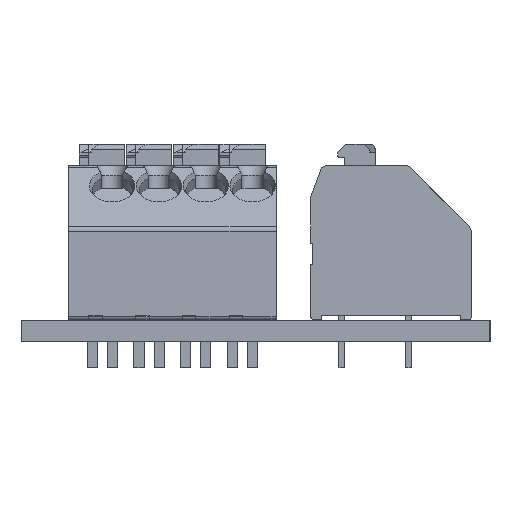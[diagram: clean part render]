
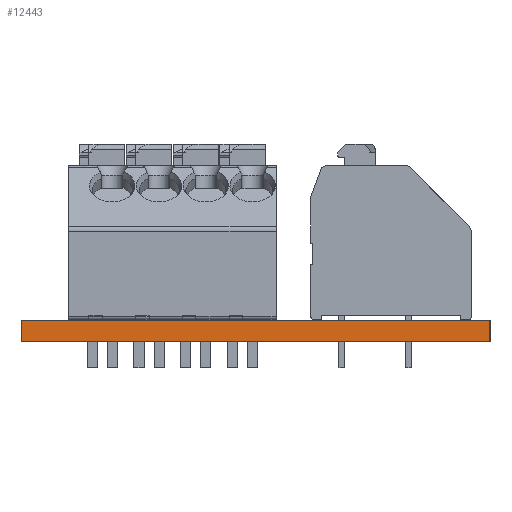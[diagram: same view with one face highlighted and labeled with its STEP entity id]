
A CAD part, left-side view. The second image highlights one B-rep face of the part: STEP entity #12443.
In plain terms, the highlighted planar face has unit normal (-1, 0, 0).
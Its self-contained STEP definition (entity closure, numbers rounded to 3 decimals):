
#12443 = ADVANCED_FACE('',(#12444),#12458,.T.);
#12444 = FACE_BOUND('',#12445,.T.);
#12445 = EDGE_LOOP('',(#12446,#12481,#12509,#12537));
#12446 = ORIENTED_EDGE('',*,*,#12447,.T.);
#12447 = EDGE_CURVE('',#12448,#12450,#12452,.T.);
#12448 = VERTEX_POINT('',#12449);
#12449 = CARTESIAN_POINT('',(94.,-120.1,0.));
#12450 = VERTEX_POINT('',#12451);
#12451 = CARTESIAN_POINT('',(94.,-120.1,1.6));
#12452 = SURFACE_CURVE('',#12453,(#12457,#12469),.PCURVE_S1.);
#12453 = LINE('',#12454,#12455);
#12454 = CARTESIAN_POINT('',(94.,-120.1,0.));
#12455 = VECTOR('',#12456,1.);
#12456 = DIRECTION('',(0.,0.,1.));
#12457 = PCURVE('',#12458,#12463);
#12458 = PLANE('',#12459);
#12459 = AXIS2_PLACEMENT_3D('',#12460,#12461,#12462);
#12460 = CARTESIAN_POINT('',(94.,-120.1,0.));
#12461 = DIRECTION('',(-1.,0.,0.));
#12462 = DIRECTION('',(0.,1.,0.));
#12463 = DEFINITIONAL_REPRESENTATION('',(#12464),#12468);
#12464 = LINE('',#12465,#12466);
#12465 = CARTESIAN_POINT('',(0.,0.));
#12466 = VECTOR('',#12467,1.);
#12467 = DIRECTION('',(0.,-1.));
#12468 = ( GEOMETRIC_REPRESENTATION_CONTEXT(2) 
PARAMETRIC_REPRESENTATION_CONTEXT() REPRESENTATION_CONTEXT('2D SPACE',''
  ) );
#12469 = PCURVE('',#12470,#12475);
#12470 = PLANE('',#12471);
#12471 = AXIS2_PLACEMENT_3D('',#12472,#12473,#12474);
#12472 = CARTESIAN_POINT('',(144.,-120.1,0.));
#12473 = DIRECTION('',(0.,-1.,0.));
#12474 = DIRECTION('',(-1.,0.,0.));
#12475 = DEFINITIONAL_REPRESENTATION('',(#12476),#12480);
#12476 = LINE('',#12477,#12478);
#12477 = CARTESIAN_POINT('',(50.,0.));
#12478 = VECTOR('',#12479,1.);
#12479 = DIRECTION('',(0.,-1.));
#12480 = ( GEOMETRIC_REPRESENTATION_CONTEXT(2) 
PARAMETRIC_REPRESENTATION_CONTEXT() REPRESENTATION_CONTEXT('2D SPACE',''
  ) );
#12481 = ORIENTED_EDGE('',*,*,#12482,.T.);
#12482 = EDGE_CURVE('',#12450,#12483,#12485,.T.);
#12483 = VERTEX_POINT('',#12484);
#12484 = CARTESIAN_POINT('',(94.,-85.1,1.6));
#12485 = SURFACE_CURVE('',#12486,(#12490,#12497),.PCURVE_S1.);
#12486 = LINE('',#12487,#12488);
#12487 = CARTESIAN_POINT('',(94.,-120.1,1.6));
#12488 = VECTOR('',#12489,1.);
#12489 = DIRECTION('',(0.,1.,0.));
#12490 = PCURVE('',#12458,#12491);
#12491 = DEFINITIONAL_REPRESENTATION('',(#12492),#12496);
#12492 = LINE('',#12493,#12494);
#12493 = CARTESIAN_POINT('',(0.,-1.6));
#12494 = VECTOR('',#12495,1.);
#12495 = DIRECTION('',(1.,0.));
#12496 = ( GEOMETRIC_REPRESENTATION_CONTEXT(2) 
PARAMETRIC_REPRESENTATION_CONTEXT() REPRESENTATION_CONTEXT('2D SPACE',''
  ) );
#12497 = PCURVE('',#12498,#12503);
#12498 = PLANE('',#12499);
#12499 = AXIS2_PLACEMENT_3D('',#12500,#12501,#12502);
#12500 = CARTESIAN_POINT('',(119.,-102.6,1.6));
#12501 = DIRECTION('',(-0.,-0.,-1.));
#12502 = DIRECTION('',(-1.,0.,0.));
#12503 = DEFINITIONAL_REPRESENTATION('',(#12504),#12508);
#12504 = LINE('',#12505,#12506);
#12505 = CARTESIAN_POINT('',(25.,-17.5));
#12506 = VECTOR('',#12507,1.);
#12507 = DIRECTION('',(0.,1.));
#12508 = ( GEOMETRIC_REPRESENTATION_CONTEXT(2) 
PARAMETRIC_REPRESENTATION_CONTEXT() REPRESENTATION_CONTEXT('2D SPACE',''
  ) );
#12509 = ORIENTED_EDGE('',*,*,#12510,.F.);
#12510 = EDGE_CURVE('',#12511,#12483,#12513,.T.);
#12511 = VERTEX_POINT('',#12512);
#12512 = CARTESIAN_POINT('',(94.,-85.1,0.));
#12513 = SURFACE_CURVE('',#12514,(#12518,#12525),.PCURVE_S1.);
#12514 = LINE('',#12515,#12516);
#12515 = CARTESIAN_POINT('',(94.,-85.1,0.));
#12516 = VECTOR('',#12517,1.);
#12517 = DIRECTION('',(0.,0.,1.));
#12518 = PCURVE('',#12458,#12519);
#12519 = DEFINITIONAL_REPRESENTATION('',(#12520),#12524);
#12520 = LINE('',#12521,#12522);
#12521 = CARTESIAN_POINT('',(35.,0.));
#12522 = VECTOR('',#12523,1.);
#12523 = DIRECTION('',(0.,-1.));
#12524 = ( GEOMETRIC_REPRESENTATION_CONTEXT(2) 
PARAMETRIC_REPRESENTATION_CONTEXT() REPRESENTATION_CONTEXT('2D SPACE',''
  ) );
#12525 = PCURVE('',#12526,#12531);
#12526 = PLANE('',#12527);
#12527 = AXIS2_PLACEMENT_3D('',#12528,#12529,#12530);
#12528 = CARTESIAN_POINT('',(94.,-85.1,0.));
#12529 = DIRECTION('',(0.,1.,0.));
#12530 = DIRECTION('',(1.,0.,0.));
#12531 = DEFINITIONAL_REPRESENTATION('',(#12532),#12536);
#12532 = LINE('',#12533,#12534);
#12533 = CARTESIAN_POINT('',(0.,0.));
#12534 = VECTOR('',#12535,1.);
#12535 = DIRECTION('',(0.,-1.));
#12536 = ( GEOMETRIC_REPRESENTATION_CONTEXT(2) 
PARAMETRIC_REPRESENTATION_CONTEXT() REPRESENTATION_CONTEXT('2D SPACE',''
  ) );
#12537 = ORIENTED_EDGE('',*,*,#12538,.F.);
#12538 = EDGE_CURVE('',#12448,#12511,#12539,.T.);
#12539 = SURFACE_CURVE('',#12540,(#12544,#12551),.PCURVE_S1.);
#12540 = LINE('',#12541,#12542);
#12541 = CARTESIAN_POINT('',(94.,-120.1,0.));
#12542 = VECTOR('',#12543,1.);
#12543 = DIRECTION('',(0.,1.,0.));
#12544 = PCURVE('',#12458,#12545);
#12545 = DEFINITIONAL_REPRESENTATION('',(#12546),#12550);
#12546 = LINE('',#12547,#12548);
#12547 = CARTESIAN_POINT('',(0.,0.));
#12548 = VECTOR('',#12549,1.);
#12549 = DIRECTION('',(1.,0.));
#12550 = ( GEOMETRIC_REPRESENTATION_CONTEXT(2) 
PARAMETRIC_REPRESENTATION_CONTEXT() REPRESENTATION_CONTEXT('2D SPACE',''
  ) );
#12551 = PCURVE('',#12552,#12557);
#12552 = PLANE('',#12553);
#12553 = AXIS2_PLACEMENT_3D('',#12554,#12555,#12556);
#12554 = CARTESIAN_POINT('',(119.,-102.6,0.));
#12555 = DIRECTION('',(-0.,-0.,-1.));
#12556 = DIRECTION('',(-1.,0.,0.));
#12557 = DEFINITIONAL_REPRESENTATION('',(#12558),#12562);
#12558 = LINE('',#12559,#12560);
#12559 = CARTESIAN_POINT('',(25.,-17.5));
#12560 = VECTOR('',#12561,1.);
#12561 = DIRECTION('',(0.,1.));
#12562 = ( GEOMETRIC_REPRESENTATION_CONTEXT(2) 
PARAMETRIC_REPRESENTATION_CONTEXT() REPRESENTATION_CONTEXT('2D SPACE',''
  ) );
